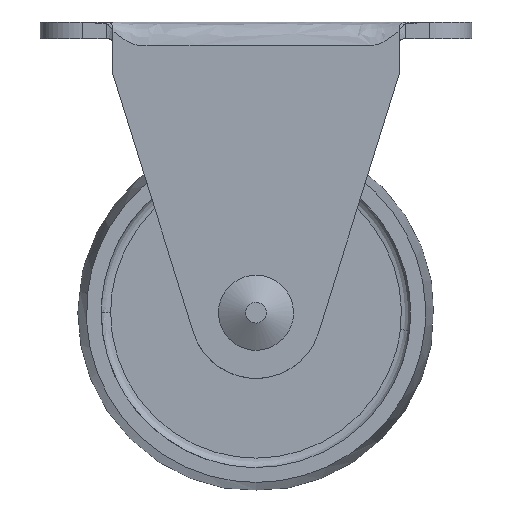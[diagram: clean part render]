
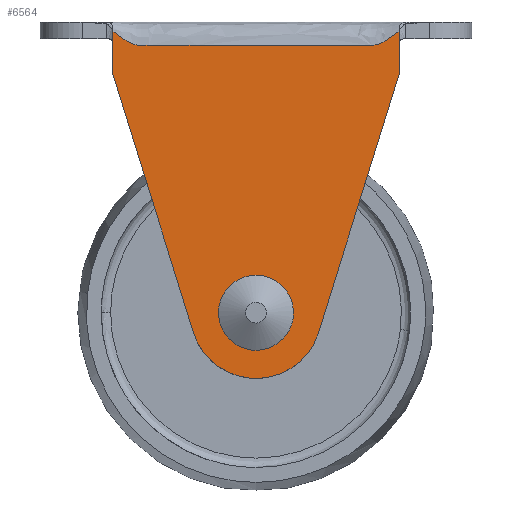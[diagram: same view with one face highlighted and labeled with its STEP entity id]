
A CAD part, front view. The second image highlights one B-rep face of the part: STEP entity #6564.
In plain terms, the highlighted free-form (B-spline) face has degree [1, 1] with [2, 2] control points.
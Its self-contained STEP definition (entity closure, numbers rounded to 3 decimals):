
#2660=CARTESIAN_POINT('',(-2.977,-12.8,-0.372));
#2661=VERTEX_POINT('',#2660);
#2667=CARTESIAN_POINT('',(0.0,-12.8,-3.0));
#2668=VERTEX_POINT('',#2667);
#2669=CARTESIAN_POINT('',(-2.977,-12.8,-0.372));
#2670=CARTESIAN_POINT('',(-2.648,-12.8,-3.));
#2671=CARTESIAN_POINT('',(0.0,-12.8,-3.0));
#2679=(BOUNDED_CURVE()B_SPLINE_CURVE(2,(#2669,#2670,#2671),.UNSPECIFIED.,.F.,.U.)B_SPLINE_CURVE_WITH_KNOTS((3,3),(0.271,0.5),.UNSPECIFIED.)CURVE()GEOMETRIC_REPRESENTATION_ITEM()RATIONAL_B_SPLINE_CURVE((0.954,0.732,1.0))REPRESENTATION_ITEM(''));
#2680=EDGE_CURVE('',#2661,#2668,#2679,.T.);
#2682=CARTESIAN_POINT('',(3.,-12.8,0.026));
#2683=VERTEX_POINT('',#2682);
#2684=CARTESIAN_POINT('',(0.0,-12.8,-3.0));
#2685=CARTESIAN_POINT('',(3.0,-12.8,-3.0));
#2686=CARTESIAN_POINT('',(3.0,-12.8,0.0));
#2687=CARTESIAN_POINT('',(3.,-12.8,0.013));
#2688=CARTESIAN_POINT('',(3.,-12.8,0.026));
#2696=(BOUNDED_CURVE()B_SPLINE_CURVE(2,(#2684,#2685,#2686,#2687,#2688),.UNSPECIFIED.,.F.,.U.)B_SPLINE_CURVE_WITH_KNOTS((3,2,3),(0.5,0.75,0.752),.UNSPECIFIED.)CURVE()GEOMETRIC_REPRESENTATION_ITEM()RATIONAL_B_SPLINE_CURVE((1.0,0.707,1.0,0.998,0.996))REPRESENTATION_ITEM(''));
#2697=EDGE_CURVE('',#2668,#2683,#2696,.T.);
#2777=CARTESIAN_POINT('',(0.0,-12.8,3.0));
#2778=VERTEX_POINT('',#2777);
#2779=CARTESIAN_POINT('',(3.,-12.8,0.026));
#2780=CARTESIAN_POINT('',(2.974,-12.8,3.));
#2781=CARTESIAN_POINT('',(0.0,-12.8,3.0));
#2789=(BOUNDED_CURVE()B_SPLINE_CURVE(2,(#2779,#2780,#2781),.UNSPECIFIED.,.F.,.U.)B_SPLINE_CURVE_WITH_KNOTS((3,3),(0.752,1.0),.UNSPECIFIED.)CURVE()GEOMETRIC_REPRESENTATION_ITEM()RATIONAL_B_SPLINE_CURVE((0.996,0.709,1.0))REPRESENTATION_ITEM(''));
#2790=EDGE_CURVE('',#2683,#2778,#2789,.T.);
#2792=CARTESIAN_POINT('',(0.0,-12.8,3.0));
#2793=CARTESIAN_POINT('',(-3.0,-12.8,3.0));
#2794=CARTESIAN_POINT('',(-3.0,-12.8,0.0));
#2795=CARTESIAN_POINT('',(-3.,-12.8,-0.187));
#2796=CARTESIAN_POINT('',(-2.977,-12.8,-0.372));
#2804=(BOUNDED_CURVE()B_SPLINE_CURVE(2,(#2792,#2793,#2794,#2795,#2796),.UNSPECIFIED.,.F.,.U.)B_SPLINE_CURVE_WITH_KNOTS((3,2,3),(0.0,0.25,0.271),.UNSPECIFIED.)CURVE()GEOMETRIC_REPRESENTATION_ITEM()RATIONAL_B_SPLINE_CURVE((1.0,0.707,1.0,0.975,0.954))REPRESENTATION_ITEM(''));
#2805=EDGE_CURVE('',#2778,#2661,#2804,.T.);
#4788=CARTESIAN_POINT('',(15.25,-12.8,30.));
#4789=VERTEX_POINT('',#4788);
#4900=CARTESIAN_POINT('',(-15.25,-12.8,30.));
#4901=VERTEX_POINT('',#4900);
#4918=CARTESIAN_POINT('',(15.25,-12.8,30.));
#4919=CARTESIAN_POINT('',(14.25,-12.8,29.25));
#4920=CARTESIAN_POINT('',(13.25,-12.8,28.5));
#4921=CARTESIAN_POINT('',(12.25,-12.8,28.5));
#4922=CARTESIAN_POINT('',(4.083,-12.8,28.5));
#4923=CARTESIAN_POINT('',(-4.083,-12.8,28.5));
#4924=CARTESIAN_POINT('',(-12.25,-12.8,28.5));
#4925=CARTESIAN_POINT('',(-13.25,-12.8,28.5));
#4926=CARTESIAN_POINT('',(-14.25,-12.8,29.25));
#4927=CARTESIAN_POINT('',(-15.25,-12.8,30.));
#4928=B_SPLINE_CURVE_WITH_KNOTS('',3,(#4918,#4919,#4920,#4921,#4922,#4923,#4924,#4925,#4926,#4927),.UNSPECIFIED.,.F.,.U.,(4,3,3,4),(0.04,0.131,0.869,0.96),.UNSPECIFIED.);
#4929=EDGE_CURVE('',#4789,#4901,#4928,.T.);
#5233=CARTESIAN_POINT('',(-15.25,-12.8,28.7));
#5234=VERTEX_POINT('',#5233);
#5235=CARTESIAN_POINT('',(-15.25,-12.8,28.7));
#5236=CARTESIAN_POINT('',(-15.25,-12.8,30.));
#5237=QUASI_UNIFORM_CURVE('',1,(#5235,#5236),.UNSPECIFIED.,.F.,.U.);
#5238=EDGE_CURVE('',#5234,#4901,#5237,.T.);
#5311=CARTESIAN_POINT('',(15.25,-12.8,28.7));
#5312=VERTEX_POINT('',#5311);
#5313=CARTESIAN_POINT('',(15.25,-12.8,28.7));
#5314=CARTESIAN_POINT('',(15.25,-12.8,30.));
#5315=QUASI_UNIFORM_CURVE('',1,(#5313,#5314),.UNSPECIFIED.,.F.,.U.);
#5316=EDGE_CURVE('',#5312,#4789,#5315,.T.);
#5851=CARTESIAN_POINT('',(-6.681,-12.8,-2.088));
#5852=VERTEX_POINT('',#5851);
#5858=CARTESIAN_POINT('',(-15.25,-12.8,25.4));
#5859=VERTEX_POINT('',#5858);
#5860=CARTESIAN_POINT('',(-15.25,-12.8,25.4));
#5861=CARTESIAN_POINT('',(-6.681,-12.8,-2.088));
#5862=QUASI_UNIFORM_CURVE('',1,(#5860,#5861),.UNSPECIFIED.,.F.,.U.);
#5863=EDGE_CURVE('',#5859,#5852,#5862,.T.);
#5898=CARTESIAN_POINT('',(6.683,-12.8,-2.083));
#5899=VERTEX_POINT('',#5898);
#5905=CARTESIAN_POINT('',(-6.681,-12.8,-2.088));
#5906=CARTESIAN_POINT('',(-5.146,-12.8,-7.002));
#5907=CARTESIAN_POINT('',(0.002,-12.8,-7.));
#5908=CARTESIAN_POINT('',(5.151,-12.8,-6.998));
#5909=CARTESIAN_POINT('',(6.683,-12.8,-2.083));
#5917=(BOUNDED_CURVE()B_SPLINE_CURVE(2,(#5905,#5906,#5907,#5908,#5909),.UNSPECIFIED.,.F.,.U.)B_SPLINE_CURVE_WITH_KNOTS((3,2,3),(0.0,0.5,1.0),.UNSPECIFIED.)CURVE()GEOMETRIC_REPRESENTATION_ITEM()RATIONAL_B_SPLINE_CURVE((1.0,0.806,1.0,0.806,1.0))REPRESENTATION_ITEM(''));
#5918=EDGE_CURVE('',#5852,#5899,#5917,.T.);
#5944=CARTESIAN_POINT('',(15.25,-12.8,25.4));
#5945=VERTEX_POINT('',#5944);
#5951=CARTESIAN_POINT('',(6.683,-12.8,-2.083));
#5952=CARTESIAN_POINT('',(15.25,-12.8,25.4));
#5953=QUASI_UNIFORM_CURVE('',1,(#5951,#5952),.UNSPECIFIED.,.F.,.U.);
#5954=EDGE_CURVE('',#5899,#5945,#5953,.T.);
#6531=CARTESIAN_POINT('',(15.25,-12.8,25.4));
#6532=CARTESIAN_POINT('',(15.25,-12.8,28.7));
#6533=QUASI_UNIFORM_CURVE('',1,(#6531,#6532),.UNSPECIFIED.,.F.,.U.);
#6534=EDGE_CURVE('',#5945,#5312,#6533,.T.);
#6539=CARTESIAN_POINT('',(-16.774,-12.8,31.848));
#6540=CARTESIAN_POINT('',(-16.774,-12.8,-8.848));
#6541=CARTESIAN_POINT('',(16.774,-12.8,31.848));
#6542=CARTESIAN_POINT('',(16.774,-12.8,-8.848));
#6543=B_SPLINE_SURFACE_WITH_KNOTS('',1,1,((#6539,#6541),(#6540,#6542)),.UNSPECIFIED.,.F.,.F.,.U.,(2,2),(2,2),(0.0,40.696),(0.0,33.547),.UNSPECIFIED.);
#6544=ORIENTED_EDGE('',*,*,#5316,.T.);
#6545=ORIENTED_EDGE('',*,*,#4929,.T.);
#6546=ORIENTED_EDGE('',*,*,#5238,.F.);
#6547=CARTESIAN_POINT('',(-15.25,-12.8,25.4));
#6548=CARTESIAN_POINT('',(-15.25,-12.8,28.7));
#6549=QUASI_UNIFORM_CURVE('',1,(#6547,#6548),.UNSPECIFIED.,.F.,.U.);
#6550=EDGE_CURVE('',#5859,#5234,#6549,.T.);
#6551=ORIENTED_EDGE('',*,*,#6550,.F.);
#6552=ORIENTED_EDGE('',*,*,#5863,.T.);
#6553=ORIENTED_EDGE('',*,*,#5918,.T.);
#6554=ORIENTED_EDGE('',*,*,#5954,.T.);
#6555=ORIENTED_EDGE('',*,*,#6534,.T.);
#6556=EDGE_LOOP('',(#6544,#6545,#6546,#6551,#6552,#6553,#6554,#6555));
#6557=FACE_OUTER_BOUND('',#6556,.T.);
#6558=ORIENTED_EDGE('',*,*,#2697,.F.);
#6559=ORIENTED_EDGE('',*,*,#2680,.F.);
#6560=ORIENTED_EDGE('',*,*,#2805,.F.);
#6561=ORIENTED_EDGE('',*,*,#2790,.F.);
#6562=EDGE_LOOP('',(#6558,#6559,#6560,#6561));
#6563=FACE_BOUND('',#6562,.T.);
#6564=ADVANCED_FACE('',(#6557,#6563),#6543,.T.);
